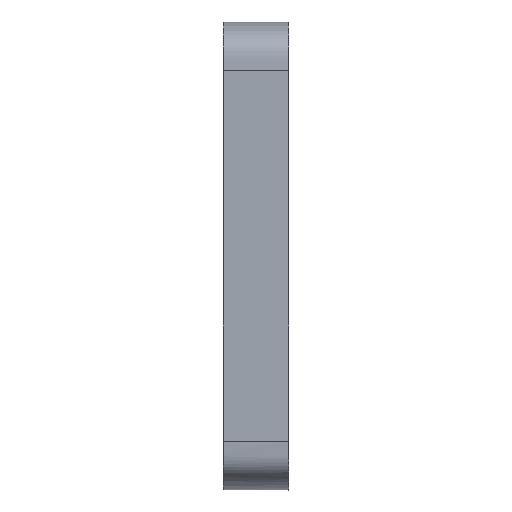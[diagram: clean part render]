
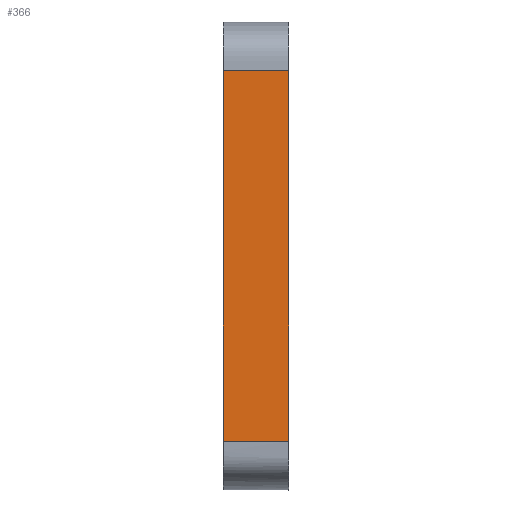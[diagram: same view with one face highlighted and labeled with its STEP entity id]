
A CAD part, front view. The second image highlights one B-rep face of the part: STEP entity #366.
In plain terms, the highlighted planar face has unit normal (0, -1, 0).
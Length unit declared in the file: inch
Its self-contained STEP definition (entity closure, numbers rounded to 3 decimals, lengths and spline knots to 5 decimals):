
#19=PLANE('',#428);
#43=FACE_OUTER_BOUND('',#63,.T.);
#63=EDGE_LOOP('',(#288,#289,#290,#291));
#83=LINE('',#768,#103);
#84=LINE('',#771,#104);
#85=LINE('',#773,#105);
#86=LINE('',#774,#106);
#103=VECTOR('',#538,0.3937);
#104=VECTOR('',#541,0.3937);
#105=VECTOR('',#542,0.3937);
#106=VECTOR('',#543,0.3937);
#168=VERTEX_POINT('',#706);
#169=VERTEX_POINT('',#737);
#170=VERTEX_POINT('',#770);
#171=VERTEX_POINT('',#772);
#219=EDGE_CURVE('',#168,#169,#83,.T.);
#220=EDGE_CURVE('',#170,#168,#84,.T.);
#221=EDGE_CURVE('',#171,#169,#85,.T.);
#222=EDGE_CURVE('',#170,#171,#86,.T.);
#288=ORIENTED_EDGE('',*,*,#220,.T.);
#289=ORIENTED_EDGE('',*,*,#219,.T.);
#290=ORIENTED_EDGE('',*,*,#221,.F.);
#291=ORIENTED_EDGE('',*,*,#222,.F.);
#366=ADVANCED_FACE('',(#43),#19,.T.);
#428=AXIS2_PLACEMENT_3D('',#769,#539,#540);
#538=DIRECTION('',(1.,0.,0.));
#539=DIRECTION('center_axis',(0.,-1.,0.));
#540=DIRECTION('ref_axis',(0.,0.,-1.));
#541=DIRECTION('',(0.,0.,-1.));
#542=DIRECTION('',(0.,0.,-1.));
#543=DIRECTION('',(1.,0.,0.));
#706=CARTESIAN_POINT('',(0.,-0.30247,-0.51472));
#737=CARTESIAN_POINT('',(0.125,-0.30247,-0.51472));
#768=CARTESIAN_POINT('',(0.,-0.30247,-0.51472));
#769=CARTESIAN_POINT('Origin',(0.,-0.30247,0.19472));
#770=CARTESIAN_POINT('',(0.,-0.30247,0.19472));
#771=CARTESIAN_POINT('',(0.,-0.30247,0.19472));
#772=CARTESIAN_POINT('',(0.125,-0.30247,0.19472));
#773=CARTESIAN_POINT('',(0.125,-0.30247,0.19472));
#774=CARTESIAN_POINT('',(0.,-0.30247,0.19472));
